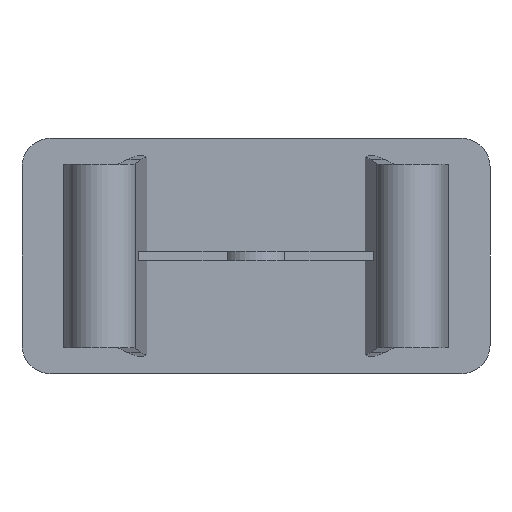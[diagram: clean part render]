
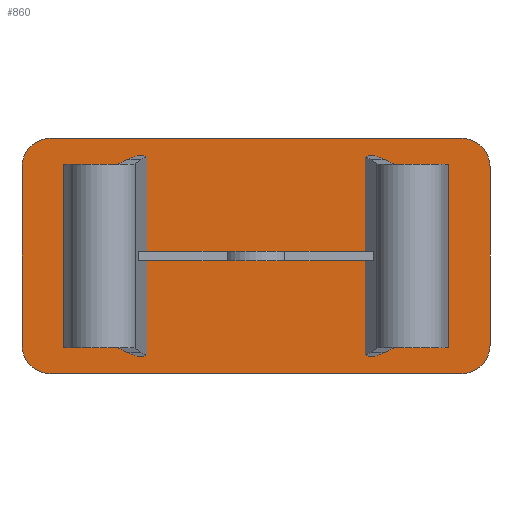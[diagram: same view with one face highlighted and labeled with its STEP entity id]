
A CAD part, front view. The second image highlights one B-rep face of the part: STEP entity #860.
In plain terms, the highlighted planar face has unit normal (0, -1, 0).
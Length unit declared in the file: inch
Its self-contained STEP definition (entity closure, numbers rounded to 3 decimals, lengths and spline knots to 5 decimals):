
#1=DIRECTION('',(-1.,0.,0.));
#2=VECTOR('',#1,1.68);
#3=CARTESIAN_POINT('',(0.84,0.,-0.48));
#4=LINE('',#3,#2);
#5=DIRECTION('',(0.,0.,1.));
#6=VECTOR('',#5,0.73);
#7=CARTESIAN_POINT('',(-0.955,0.,-0.365));
#8=LINE('',#7,#6);
#9=DIRECTION('',(1.,0.,0.));
#10=VECTOR('',#9,1.68);
#11=CARTESIAN_POINT('',(-0.84,0.,0.48));
#12=LINE('',#11,#10);
#13=DIRECTION('',(0.,0.,-1.));
#14=VECTOR('',#13,0.73);
#15=CARTESIAN_POINT('',(0.955,0.,0.365));
#16=LINE('',#15,#14);
#17=DIRECTION('',(1.,0.,0.));
#18=VECTOR('',#17,0.929);
#19=CARTESIAN_POINT('',(-0.4645,0.,-0.02));
#20=LINE('',#19,#18);
#21=DIRECTION('',(0.,0.,1.));
#22=VECTOR('',#21,0.39);
#23=CARTESIAN_POINT('',(0.4645,0.,-0.41));
#24=LINE('',#23,#22);
#25=DIRECTION('',(1.,0.,0.));
#26=VECTOR('',#25,0.01683);
#27=CARTESIAN_POINT('',(0.4645,0.,-0.41));
#28=LINE('',#27,#26);
#29=DIRECTION('',(0.,0.,1.));
#30=VECTOR('',#29,0.82);
#31=CARTESIAN_POINT('',(0.48133,0.,-0.41));
#32=LINE('',#31,#30);
#33=DIRECTION('',(1.,0.,0.));
#34=VECTOR('',#33,0.01683);
#35=CARTESIAN_POINT('',(0.4645,0.,0.41));
#36=LINE('',#35,#34);
#37=DIRECTION('',(0.,0.,1.));
#38=VECTOR('',#37,0.39);
#39=CARTESIAN_POINT('',(0.4645,0.,0.02));
#40=LINE('',#39,#38);
#41=DIRECTION('',(1.,0.,0.));
#42=VECTOR('',#41,0.929);
#43=CARTESIAN_POINT('',(-0.4645,0.,0.02));
#44=LINE('',#43,#42);
#45=DIRECTION('',(0.,0.,1.));
#46=VECTOR('',#45,0.39);
#47=CARTESIAN_POINT('',(-0.4645,0.,0.02));
#48=LINE('',#47,#46);
#49=DIRECTION('',(-1.,0.,0.));
#50=VECTOR('',#49,0.01683);
#51=CARTESIAN_POINT('',(-0.4645,0.,0.41));
#52=LINE('',#51,#50);
#53=DIRECTION('',(0.,0.,1.));
#54=VECTOR('',#53,0.82);
#55=CARTESIAN_POINT('',(-0.48133,0.,-0.41));
#56=LINE('',#55,#54);
#57=DIRECTION('',(-1.,0.,0.));
#58=VECTOR('',#57,0.01683);
#59=CARTESIAN_POINT('',(-0.4645,0.,-0.41));
#60=LINE('',#59,#58);
#61=DIRECTION('',(0.,0.,1.));
#62=VECTOR('',#61,0.39);
#63=CARTESIAN_POINT('',(-0.4645,0.,-0.41));
#64=LINE('',#63,#62);
#69=CARTESIAN_POINT('',(0.84,0.,-0.365));
#70=DIRECTION('',(0.,-1.,0.));
#71=DIRECTION('',(0.,0.,-1.));
#72=AXIS2_PLACEMENT_3D('',#69,#70,#71);
#110=CARTESIAN_POINT('',(0.84,0.,0.365));
#111=DIRECTION('',(0.,-1.,0.));
#112=DIRECTION('',(1.,0.,0.));
#113=AXIS2_PLACEMENT_3D('',#110,#111,#112);
#151=CARTESIAN_POINT('',(-0.84,0.,0.365));
#152=DIRECTION('',(0.,-1.,0.));
#153=DIRECTION('',(0.,0.,1.));
#154=AXIS2_PLACEMENT_3D('',#151,#152,#153);
#192=CARTESIAN_POINT('',(-0.84,0.,-0.365));
#193=DIRECTION('',(0.,-1.,0.));
#194=DIRECTION('',(-1.,0.,0.));
#195=AXIS2_PLACEMENT_3D('',#192,#193,#194);
#631=CARTESIAN_POINT('',(0.84,0.,-0.48));
#632=CARTESIAN_POINT('',(0.955,0.,-0.365));
#633=VERTEX_POINT('',#631);
#634=VERTEX_POINT('',#632);
#635=CARTESIAN_POINT('',(0.955,0.,0.365));
#636=CARTESIAN_POINT('',(0.84,0.,0.48));
#637=VERTEX_POINT('',#635);
#638=VERTEX_POINT('',#636);
#639=CARTESIAN_POINT('',(-0.84,0.,0.48));
#640=CARTESIAN_POINT('',(-0.955,0.,0.365));
#641=VERTEX_POINT('',#639);
#642=VERTEX_POINT('',#640);
#643=CARTESIAN_POINT('',(-0.955,0.,-0.365));
#644=CARTESIAN_POINT('',(-0.84,0.,-0.48));
#645=VERTEX_POINT('',#643);
#646=VERTEX_POINT('',#644);
#679=CARTESIAN_POINT('',(0.4645,0.,0.41));
#680=CARTESIAN_POINT('',(0.48133,0.,0.41));
#681=VERTEX_POINT('',#679);
#682=VERTEX_POINT('',#680);
#683=CARTESIAN_POINT('',(0.4645,0.,-0.41));
#684=CARTESIAN_POINT('',(0.48133,0.,-0.41));
#685=VERTEX_POINT('',#683);
#686=VERTEX_POINT('',#684);
#729=CARTESIAN_POINT('',(-0.4645,0.,0.41));
#730=CARTESIAN_POINT('',(-0.48133,0.,0.41));
#731=VERTEX_POINT('',#729);
#732=VERTEX_POINT('',#730);
#733=CARTESIAN_POINT('',(-0.4645,0.,-0.41));
#734=CARTESIAN_POINT('',(-0.48133,0.,-0.41));
#735=VERTEX_POINT('',#733);
#736=VERTEX_POINT('',#734);
#787=CARTESIAN_POINT('',(-0.4645,0.,-0.02));
#788=CARTESIAN_POINT('',(0.4645,0.,-0.02));
#789=VERTEX_POINT('',#787);
#790=VERTEX_POINT('',#788);
#791=CARTESIAN_POINT('',(-0.4645,0.,0.02));
#792=CARTESIAN_POINT('',(0.4645,0.,0.02));
#793=VERTEX_POINT('',#791);
#794=VERTEX_POINT('',#792);
#811=CARTESIAN_POINT('',(0.,0.,0.));
#812=DIRECTION('',(0.,1.,0.));
#813=DIRECTION('',(1.,0.,0.));
#814=AXIS2_PLACEMENT_3D('',#811,#812,#813);
#815=PLANE('',#814);
#817=ORIENTED_EDGE('',*,*,#816,.F.);
#819=ORIENTED_EDGE('',*,*,#818,.T.);
#821=ORIENTED_EDGE('',*,*,#820,.F.);
#823=ORIENTED_EDGE('',*,*,#822,.T.);
#825=ORIENTED_EDGE('',*,*,#824,.F.);
#827=ORIENTED_EDGE('',*,*,#826,.T.);
#829=ORIENTED_EDGE('',*,*,#828,.F.);
#831=ORIENTED_EDGE('',*,*,#830,.T.);
#832=EDGE_LOOP('',(#817,#819,#821,#823,#825,#827,#829,#831));
#833=FACE_OUTER_BOUND('',#832,.F.);
#835=ORIENTED_EDGE('',*,*,#834,.T.);
#837=ORIENTED_EDGE('',*,*,#836,.F.);
#839=ORIENTED_EDGE('',*,*,#838,.T.);
#841=ORIENTED_EDGE('',*,*,#840,.T.);
#843=ORIENTED_EDGE('',*,*,#842,.F.);
#845=ORIENTED_EDGE('',*,*,#844,.F.);
#847=ORIENTED_EDGE('',*,*,#846,.F.);
#849=ORIENTED_EDGE('',*,*,#848,.T.);
#851=ORIENTED_EDGE('',*,*,#850,.T.);
#853=ORIENTED_EDGE('',*,*,#852,.F.);
#855=ORIENTED_EDGE('',*,*,#854,.F.);
#857=ORIENTED_EDGE('',*,*,#856,.T.);
#858=EDGE_LOOP('',(#835,#837,#839,#841,#843,#845,#847,#849,#851,#853,#855,
#857));
#859=FACE_BOUND('',#858,.F.);
#73=CIRCLE('',#72,0.115);
#114=CIRCLE('',#113,0.115);
#155=CIRCLE('',#154,0.115);
#196=CIRCLE('',#195,0.115);
#816=EDGE_CURVE('',#633,#634,#73,.T.);
#818=EDGE_CURVE('',#633,#646,#4,.T.);
#820=EDGE_CURVE('',#645,#646,#196,.T.);
#822=EDGE_CURVE('',#645,#642,#8,.T.);
#824=EDGE_CURVE('',#641,#642,#155,.T.);
#826=EDGE_CURVE('',#641,#638,#12,.T.);
#828=EDGE_CURVE('',#637,#638,#114,.T.);
#830=EDGE_CURVE('',#637,#634,#16,.T.);
#834=EDGE_CURVE('',#789,#790,#20,.T.);
#836=EDGE_CURVE('',#685,#790,#24,.T.);
#838=EDGE_CURVE('',#685,#686,#28,.T.);
#840=EDGE_CURVE('',#686,#682,#32,.T.);
#842=EDGE_CURVE('',#681,#682,#36,.T.);
#844=EDGE_CURVE('',#794,#681,#40,.T.);
#846=EDGE_CURVE('',#793,#794,#44,.T.);
#848=EDGE_CURVE('',#793,#731,#48,.T.);
#850=EDGE_CURVE('',#731,#732,#52,.T.);
#852=EDGE_CURVE('',#736,#732,#56,.T.);
#854=EDGE_CURVE('',#735,#736,#60,.T.);
#856=EDGE_CURVE('',#735,#789,#64,.T.);
#860=ADVANCED_FACE('',(#833,#859),#815,.F.);
